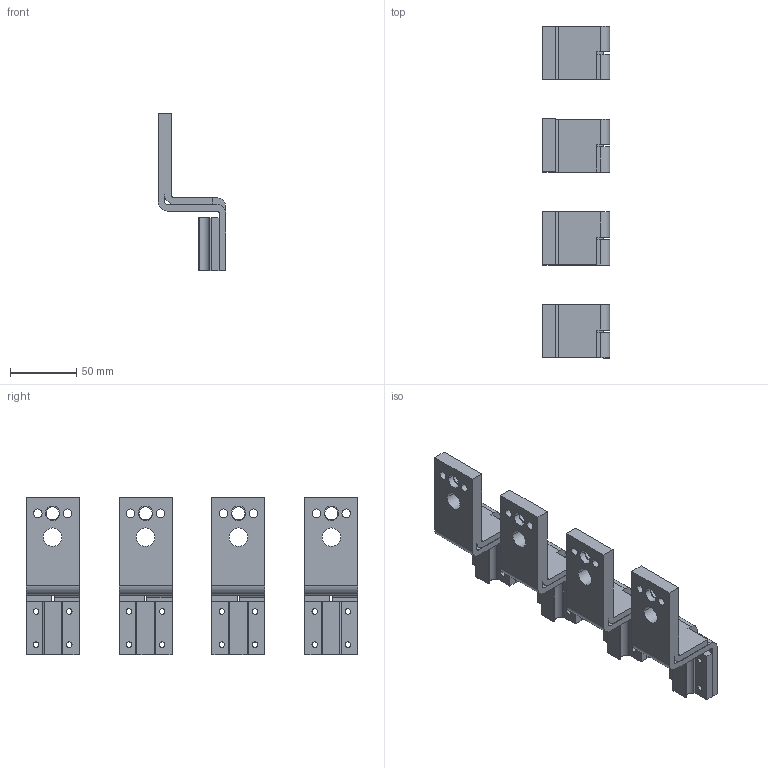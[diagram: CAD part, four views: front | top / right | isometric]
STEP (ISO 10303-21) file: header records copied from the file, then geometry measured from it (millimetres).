
FILE_DESCRIPTION((''),'2;1');
FILE_NAME('1SDH002065A1271_IGES','2019-06-13T',('ITSTCAR1'),(''),'CREO PARAMETRIC BY PTC INC, 2016050','CREO PARAMETRIC BY PTC INC, 2016050','');
FILE_SCHEMA(('AUTOMOTIVE_DESIGN { 1 0 10303 214 1 1 1 1 }'));
Length unit declared in the file: millimetre
Products named in the file (1): 1SDH002065A1271_IGES
Bounding box: 51.1 x 250 x 118.5 mm (x, y, z)
Volume: 246973.5 mm3; surface area: 99369.8 mm2
Topology: 4 solids, 20 shells, 556 faces, 1388 edges, 860 vertices
Faces by surface type: cylinder 288, plane 140, cone 128
Entity records: 21325 total; most frequent: DIRECTION 3140, CARTESIAN_POINT 2806, ORIENTED_EDGE 2776, EDGE_CURVE 1388, AXIS2_PLACEMENT_3D 1196, VERTEX_POINT 860, VECTOR 748, LINE 748
